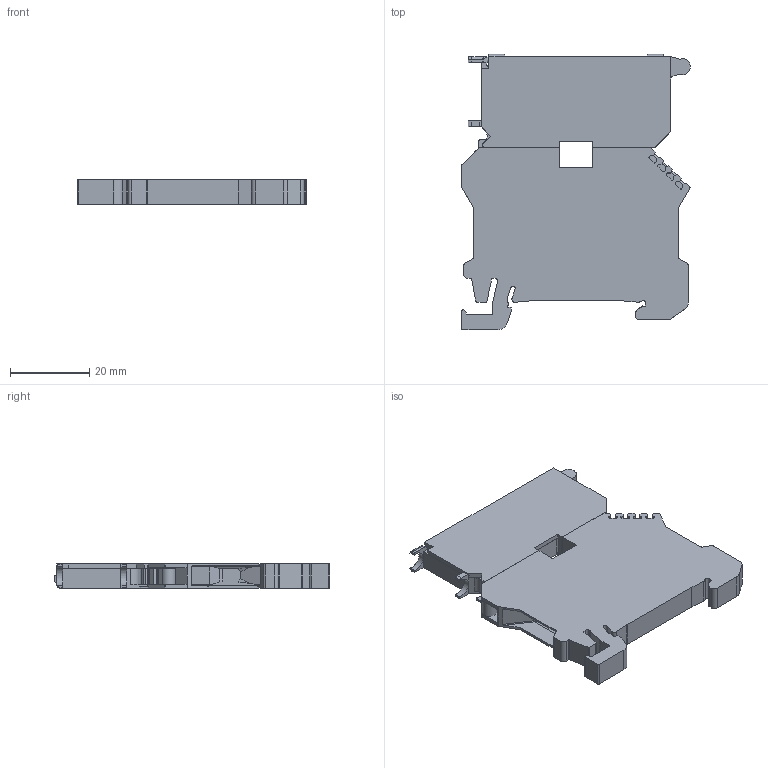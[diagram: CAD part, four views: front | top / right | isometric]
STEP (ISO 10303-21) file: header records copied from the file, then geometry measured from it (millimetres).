
FILE_DESCRIPTION(('FreeCAD Model'),'2;1');
FILE_NAME('17150_SSIK_4_2A.stp', '2018-09-10T13:46:12',('Author'),(''), 'Open CASCADE STEP processor 7.2','FreeCAD','Unknown');
FILE_SCHEMA(('AUTOMOTIVE_DESIGN { 1 0 10303 214 1 1 1 1 }'));
Length unit declared in the file: millimetre
Products named in the file (5): 17150_SSIK_4_2A; 17150_SSIK_4_2A001; STRK40ISO_GEN_2; STRK40_TRH_ISO_GEN_2; STRK40_ADP_TRH_ISO_3
Assembly tree (4 placements, depth 3):
  17150_SSIK_4_2A
    17150_SSIK_4_2A001
      STRK40ISO_GEN_2
      STRK40_TRH_ISO_GEN_2
      STRK40_ADP_TRH_ISO_3
Bounding box: 57.8 x 69.65 x 6.1 mm (x, y, z)
Volume: 18086.5 mm3; surface area: 12774.6 mm2
Topology: 3 solids, 3 shells, 430 faces, 1252 edges, 833 vertices
Faces by surface type: plane 277, cylinder 146, torus 6, bspline 1
Entity records: 32370 total; most frequent: CARTESIAN_POINT 7579, DIRECTION 4606, LINE 3006, VECTOR 3006, ORIENTED_EDGE 2504, PCURVE 2504, DEFINITIONAL_REPRESENTATION 2504, EDGE_CURVE 1252
